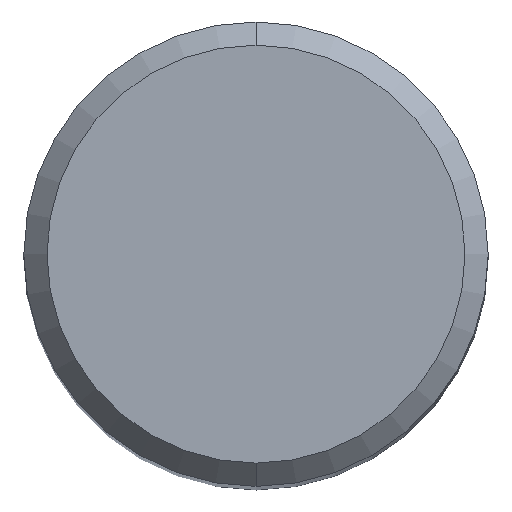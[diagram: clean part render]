
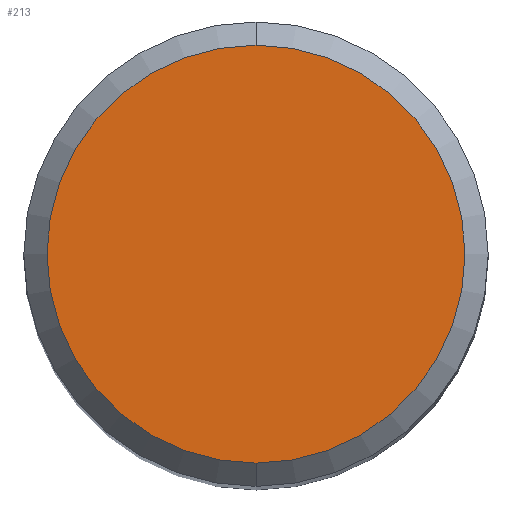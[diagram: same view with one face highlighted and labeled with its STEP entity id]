
A CAD part, top view. The second image highlights one B-rep face of the part: STEP entity #213.
In plain terms, the highlighted planar face has unit normal (0, 0, 1).
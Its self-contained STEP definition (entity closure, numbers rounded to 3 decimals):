
#213=ADVANCED_FACE('',(#573),#574,.T.);
#363=VERTEX_POINT('',#743);
#439=EDGE_CURVE('',#363,#533,#823,.T.);
#471=EDGE_CURVE('',#533,#363,#858,.T.);
#533=VERTEX_POINT('',#928);
#573=FACE_OUTER_BOUND('',#979,.T.);
#574=PLANE('',#980);
#743=CARTESIAN_POINT('',(0.,-3.6,0.0));
#823=CIRCLE('',#1466,3.6);
#858=CIRCLE('',#1513,3.6);
#928=CARTESIAN_POINT('',(0.0,3.6,0.0));
#979=EDGE_LOOP('',(#1681,#1682));
#980=AXIS2_PLACEMENT_3D('',#1683,#1684,#1685);
#1466=AXIS2_PLACEMENT_3D('',#1973,#1974,#1975);
#1513=AXIS2_PLACEMENT_3D('',#2014,#2015,#2016);
#1681=ORIENTED_EDGE('',*,*,#471,.F.);
#1682=ORIENTED_EDGE('',*,*,#439,.F.);
#1683=CARTESIAN_POINT('',(0.0,1.8,0.0));
#1684=DIRECTION('',(-0.0,0.0,1.0));
#1685=DIRECTION('',(0.0,-1.0,0.0));
#1973=CARTESIAN_POINT('',(0.0,0.0,0.0));
#1974=DIRECTION('',(0.0,0.0,-1.0));
#1975=DIRECTION('',(0.0,1.0,0.0));
#2014=CARTESIAN_POINT('',(0.0,0.0,0.0));
#2015=DIRECTION('',(0.0,0.0,-1.0));
#2016=DIRECTION('',(0.0,1.0,0.0));
